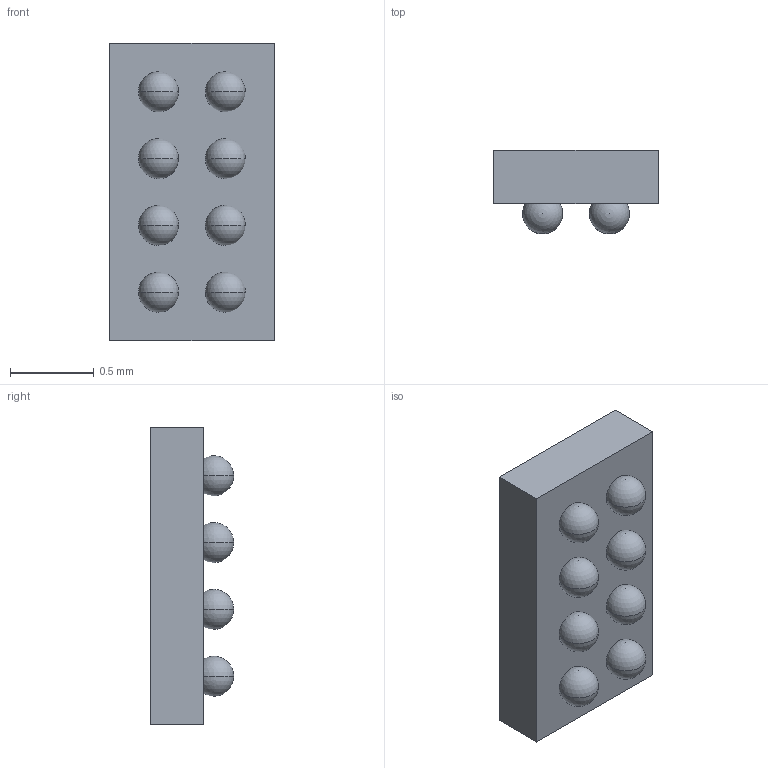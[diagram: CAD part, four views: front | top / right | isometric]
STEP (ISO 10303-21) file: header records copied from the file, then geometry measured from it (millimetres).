
FILE_DESCRIPTION (( 'STEP AP214' ), '1' );
FILE_NAME ('DSBGA-8.STEP', '2023-06-11T15:46:28', ( '' ), ( '' ), 'SwSTEP 2.0', 'SolidWorks 2022', '' );
FILE_SCHEMA (( 'AUTOMOTIVE_DESIGN' ));
Length unit declared in the file: millimetre
Products named in the file (1): DSBGA-8
Bounding box: 0.98 x 0.5 x 1.78 mm (x, y, z)
Volume: 0.6 mm3; surface area: 6.1 mm2
Topology: 1 solids, 1 shells, 25 faces, 90 edges, 60 vertices
Faces by surface type: sphere 16, plane 7, cylinder 2
Entity records: 740 total; most frequent: DIRECTION 138, CARTESIAN_POINT 112, ORIENTED_EDGE 100, AXIS2_PLACEMENT_3D 62, EDGE_CURVE 50, CIRCLE 36, VERTEX_POINT 36, EDGE_LOOP 34
